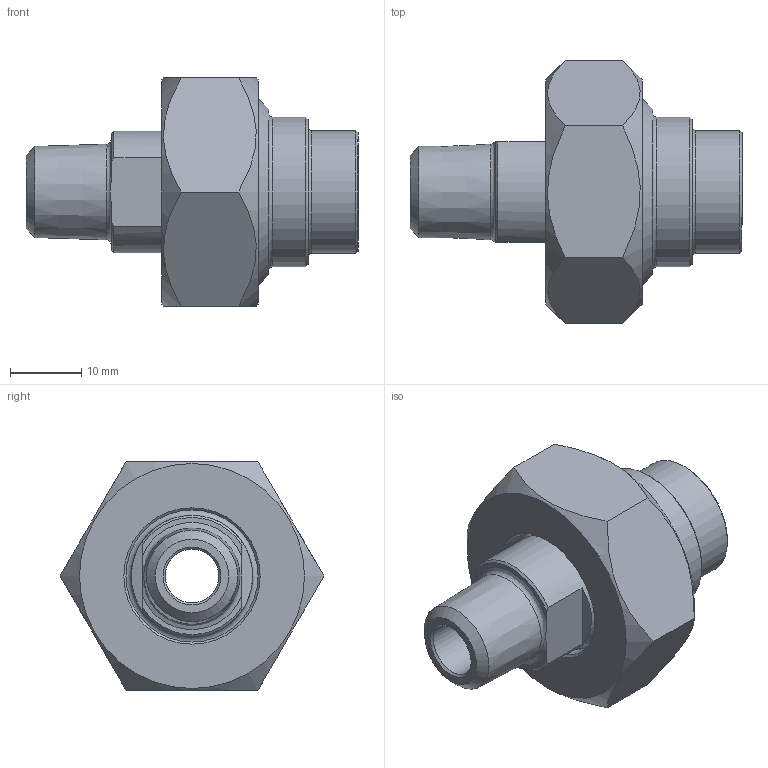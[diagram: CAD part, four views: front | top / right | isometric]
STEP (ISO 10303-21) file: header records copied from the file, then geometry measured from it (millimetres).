
FILE_DESCRIPTION(/* description */ (''),/* implementation_level */ '2;1');
FILE_NAME(/* name */ '3D_R666-UE-SG-DN8-DN20-17.2_171130634.stp',/* time_stamp */ '2021-07-09T08:04:14+02:00',/* author */ ('cad'),/* organization */ (''),/* preprocessor_version */ 'ST-DEVELOPER v18.1',/* originating_system */ 'Autodesk Inventor 2022',/* authorisation */ '');
FILE_SCHEMA (('AUTOMOTIVE_DESIGN { 1 0 10303 214 3 1 1 }'));
Length unit declared in the file: millimetre
Products named in the file (4): 3D_R666-UE-SG-DN8-DN20-17.2_171130634; 3D_R666-M-DN20_17113920; 3D_R666-SG-17.2-DN20_17113733; 3D_R666-UE-DN8-DN20_17113205
Assembly tree (3 placements, depth 2):
  3D_R666-UE-SG-DN8-DN20-17.2_171130634
    3D_R666-M-DN20_17113920
    3D_R666-SG-17.2-DN20_17113733
    3D_R666-UE-DN8-DN20_17113205
Bounding box: 46.5 x 36.95 x 32 mm (x, y, z)
Volume: 14587.7 mm3; surface area: 8828.9 mm2
Topology: 3 solids, 3 shells, 55 faces, 131 edges, 86 vertices
Faces by surface type: plane 22, cone 19, cylinder 9, torus 5
Full cylindrical faces by diameter (mm): 7.5 x1, 14 x1, 17 x1, 17.2 x1, 18.5 x1, 21 x1, 23.5 x1, 24.117 x1, 26.4 x1
Entity records: 1775 total; most frequent: CARTESIAN_POINT 330, DIRECTION 306, ORIENTED_EDGE 262, AXIS2_PLACEMENT_3D 132, EDGE_CURVE 131, VERTEX_POINT 86, CIRCLE 68, EDGE_LOOP 65
